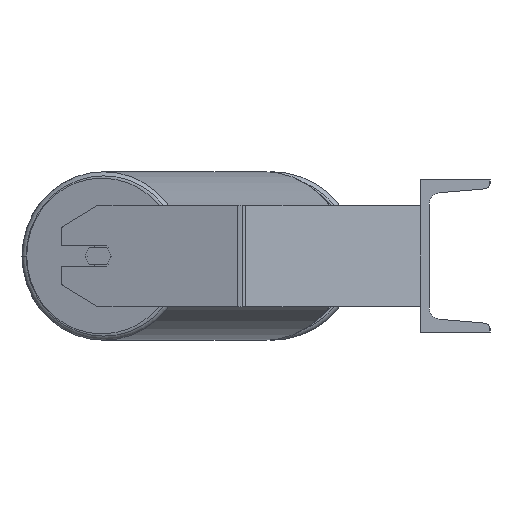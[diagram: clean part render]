
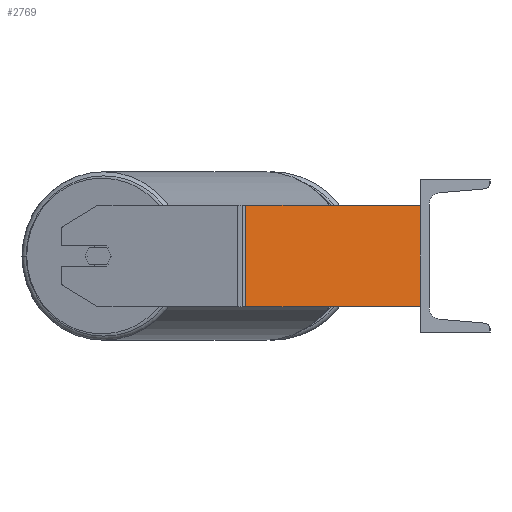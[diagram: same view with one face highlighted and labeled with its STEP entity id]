
A CAD part, left-side view. The second image highlights one B-rep face of the part: STEP entity #2769.
In plain terms, the highlighted planar face has unit normal (-0.985, -0.174, 0).
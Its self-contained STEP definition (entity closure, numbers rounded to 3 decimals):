
#64 = CARTESIAN_POINT ( 'NONE',  ( -809.896, 141.19, -40. ) ) ;
#65 = EDGE_CURVE ( 'NONE', #5566, #2662, #4723, .T. ) ;
#330 = VECTOR ( 'NONE', #4070, 1000. ) ;
#704 = EDGE_CURVE ( 'NONE', #2662, #8509, #8546, .T. ) ;
#883 = ORIENTED_EDGE ( 'NONE', *, *, #3588, .F. ) ;
#1852 = FACE_OUTER_BOUND ( 'NONE', #9008, .T. ) ;
#1898 = CARTESIAN_POINT ( 'NONE',  ( -809.896, 141.19, 40. ) ) ;
#1955 = CARTESIAN_POINT ( 'NONE',  ( -809.896, 141.19, 40. ) ) ;
#1981 = ORIENTED_EDGE ( 'NONE', *, *, #704, .T. ) ;
#2037 = EDGE_CURVE ( 'NONE', #2415, #8509, #8355, .T. ) ;
#2260 = ORIENTED_EDGE ( 'NONE', *, *, #2037, .F. ) ;
#2415 = VERTEX_POINT ( 'NONE', #3297 ) ;
#2589 = DIRECTION ( 'NONE',  ( 0., 0., -1. ) ) ;
#2662 = VERTEX_POINT ( 'NONE', #5868 ) ;
#2769 = ADVANCED_FACE ( 'NONE', ( #1852 ), #3381, .F. ) ;
#3048 = VECTOR ( 'NONE', #8646, 1000. ) ;
#3071 = VECTOR ( 'NONE', #8268, 1000. ) ;
#3297 = CARTESIAN_POINT ( 'NONE',  ( -785., 0., 40. ) ) ;
#3335 = VECTOR ( 'NONE', #2589, 1000. ) ;
#3344 = LINE ( 'NONE', #1955, #330 ) ;
#3381 = PLANE ( 'NONE',  #4249 ) ;
#3588 = EDGE_CURVE ( 'NONE', #5566, #2415, #3344, .T. ) ;
#4070 = DIRECTION ( 'NONE',  ( 0.174, -0.985, 0. ) ) ;
#4144 = DIRECTION ( 'NONE',  ( -0.174, 0.985, 0. ) ) ;
#4249 = AXIS2_PLACEMENT_3D ( 'NONE', #1898, #8292, #4144 ) ;
#4723 = LINE ( 'NONE', #7603, #3335 ) ;
#5187 = CARTESIAN_POINT ( 'NONE',  ( -809.28, 137.696, 40. ) ) ;
#5407 = ORIENTED_EDGE ( 'NONE', *, *, #65, .T. ) ;
#5566 = VERTEX_POINT ( 'NONE', #5187 ) ;
#5868 = CARTESIAN_POINT ( 'NONE',  ( -809.28, 137.696, -40. ) ) ;
#6847 = CARTESIAN_POINT ( 'NONE',  ( -785., 0., 40. ) ) ;
#7603 = CARTESIAN_POINT ( 'NONE',  ( -809.28, 137.696, 40. ) ) ;
#7781 = CARTESIAN_POINT ( 'NONE',  ( -785., 0., -40. ) ) ;
#8268 = DIRECTION ( 'NONE',  ( 0., 0., -1. ) ) ;
#8292 = DIRECTION ( 'NONE',  ( 0.985, 0.174, 0. ) ) ;
#8355 = LINE ( 'NONE', #6847, #3071 ) ;
#8509 = VERTEX_POINT ( 'NONE', #7781 ) ;
#8546 = LINE ( 'NONE', #64, #3048 ) ;
#8646 = DIRECTION ( 'NONE',  ( 0.174, -0.985, 0. ) ) ;
#9008 = EDGE_LOOP ( 'NONE', ( #1981, #2260, #883, #5407 ) ) ;
